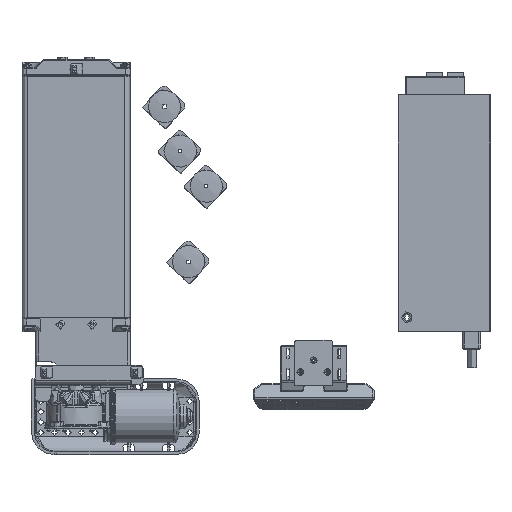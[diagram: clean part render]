
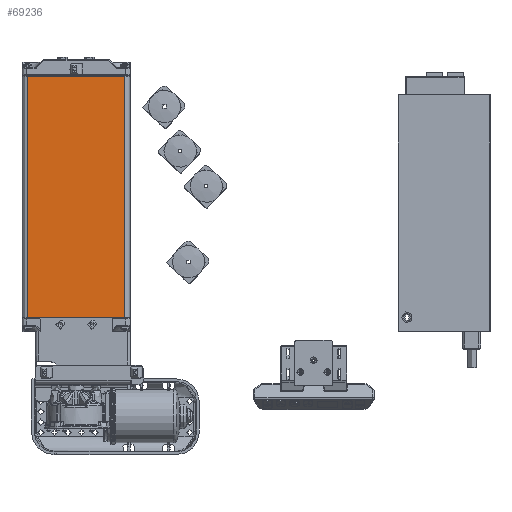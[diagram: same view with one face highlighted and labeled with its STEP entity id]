
A CAD part, top view. The second image highlights one B-rep face of the part: STEP entity #69236.
In plain terms, the highlighted planar face has unit normal (0, 0, 1).
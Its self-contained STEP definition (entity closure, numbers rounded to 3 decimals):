
#7767=PLANE('',#74292);
#8913=FACE_OUTER_BOUND('',#13149,.T.);
#13149=EDGE_LOOP('',(#46979,#46980,#46981,#46982));
#17797=LINE('',#101219,#22068);
#17798=LINE('',#101221,#22069);
#17799=LINE('',#101223,#22070);
#17800=LINE('',#101224,#22071);
#22068=VECTOR('',#81888,267.5);
#22069=VECTOR('',#81889,108.);
#22070=VECTOR('',#81890,267.5);
#22071=VECTOR('',#81891,108.);
#29969=VERTEX_POINT('',#101217);
#29970=VERTEX_POINT('',#101218);
#29971=VERTEX_POINT('',#101220);
#29972=VERTEX_POINT('',#101222);
#36456=EDGE_CURVE('',#29969,#29970,#17797,.F.);
#36457=EDGE_CURVE('',#29970,#29971,#17798,.T.);
#36458=EDGE_CURVE('',#29971,#29972,#17799,.T.);
#36459=EDGE_CURVE('',#29972,#29969,#17800,.F.);
#46979=ORIENTED_EDGE('',*,*,#36456,.T.);
#46980=ORIENTED_EDGE('',*,*,#36457,.T.);
#46981=ORIENTED_EDGE('',*,*,#36458,.T.);
#46982=ORIENTED_EDGE('',*,*,#36459,.T.);
#69236=ADVANCED_FACE('',(#8913),#7767,.T.);
#74292=AXIS2_PLACEMENT_3D('',#101216,#81886,#81887);
#81886=DIRECTION('center_axis',(0.,0.,1.));
#81887=DIRECTION('ref_axis',(1.,0.,0.));
#81888=DIRECTION('',(0.,-1.,0.));
#81889=DIRECTION('',(-1.,0.,0.));
#81890=DIRECTION('',(0.,-1.,0.));
#81891=DIRECTION('',(-1.,0.,0.));
#101216=CARTESIAN_POINT('Origin',(60.,268.5,30.));
#101217=CARTESIAN_POINT('',(54.,0.5,30.));
#101218=CARTESIAN_POINT('',(54.,268.,30.));
#101219=CARTESIAN_POINT('',(54.,268.,30.));
#101220=CARTESIAN_POINT('',(-54.,268.,30.));
#101221=CARTESIAN_POINT('',(54.,268.,30.));
#101222=CARTESIAN_POINT('',(-54.,0.5,30.));
#101223=CARTESIAN_POINT('',(-54.,268.,30.));
#101224=CARTESIAN_POINT('',(54.,0.5,30.));
